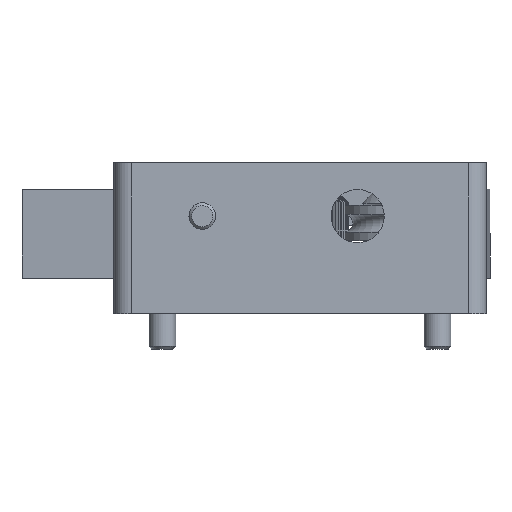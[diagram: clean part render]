
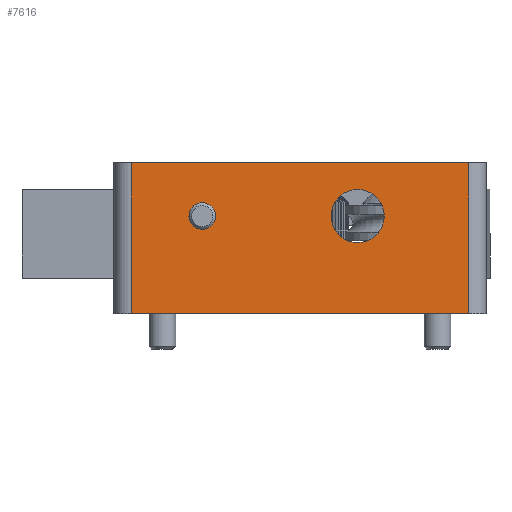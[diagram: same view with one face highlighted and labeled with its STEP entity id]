
A CAD part, front view. The second image highlights one B-rep face of the part: STEP entity #7616.
In plain terms, the highlighted planar face has unit normal (0, -1, 0).
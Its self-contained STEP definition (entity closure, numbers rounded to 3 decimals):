
#479=LINE('',#11940,#914);
#486=LINE('',#11969,#921);
#487=LINE('',#11972,#922);
#488=LINE('',#11973,#923);
#914=VECTOR('',#9407,10.);
#921=VECTOR('',#9436,10.);
#922=VECTOR('',#9439,10.);
#923=VECTOR('',#9440,10.);
#1344=PLANE('',#8347);
#1557=FACE_BOUND('',#2157,.T.);
#1558=FACE_BOUND('',#2158,.T.);
#1660=FACE_OUTER_BOUND('',#2156,.T.);
#2156=EDGE_LOOP('',(#5216,#5217,#5218,#5219));
#2157=EDGE_LOOP('',(#5220));
#2158=EDGE_LOOP('',(#5221));
#2747=CIRCLE('',#8348,3.);
#2748=CIRCLE('',#8349,1.5);
#3266=VERTEX_POINT('',#11937);
#3267=VERTEX_POINT('',#11939);
#3278=VERTEX_POINT('',#11967);
#3279=VERTEX_POINT('',#11971);
#3280=VERTEX_POINT('',#11974);
#3281=VERTEX_POINT('',#11976);
#4029=EDGE_CURVE('',#3267,#3266,#479,.T.);
#4044=EDGE_CURVE('',#3278,#3266,#486,.T.);
#4045=EDGE_CURVE('',#3279,#3278,#487,.T.);
#4046=EDGE_CURVE('',#3267,#3279,#488,.T.);
#4047=EDGE_CURVE('',#3280,#3280,#2747,.T.);
#4048=EDGE_CURVE('',#3281,#3281,#2748,.T.);
#5216=ORIENTED_EDGE('',*,*,#4044,.F.);
#5217=ORIENTED_EDGE('',*,*,#4045,.F.);
#5218=ORIENTED_EDGE('',*,*,#4046,.F.);
#5219=ORIENTED_EDGE('',*,*,#4029,.T.);
#5220=ORIENTED_EDGE('',*,*,#4047,.T.);
#5221=ORIENTED_EDGE('',*,*,#4048,.T.);
#7616=ADVANCED_FACE('',(#1660,#1557,#1558),#1344,.T.);
#8347=AXIS2_PLACEMENT_3D('',#11970,#9437,#9438);
#8348=AXIS2_PLACEMENT_3D('',#11975,#9441,#9442);
#8349=AXIS2_PLACEMENT_3D('',#11977,#9443,#9444);
#9407=DIRECTION('',(1.,0.,0.));
#9436=DIRECTION('',(0.,0.,-1.));
#9437=DIRECTION('center_axis',(0.,-1.,0.));
#9438=DIRECTION('ref_axis',(1.,0.,0.));
#9439=DIRECTION('',(1.,0.,0.));
#9440=DIRECTION('',(0.,0.,1.));
#9441=DIRECTION('center_axis',(0.,1.,0.));
#9442=DIRECTION('ref_axis',(-1.,0.,0.));
#9443=DIRECTION('center_axis',(0.,1.,0.));
#9444=DIRECTION('ref_axis',(-1.,0.,0.));
#11937=CARTESIAN_POINT('',(40.,0.,0.));
#11939=CARTESIAN_POINT('',(2.,0.,0.));
#11940=CARTESIAN_POINT('',(0.,0.,0.));
#11967=CARTESIAN_POINT('',(40.,0.,17.));
#11969=CARTESIAN_POINT('',(40.,0.,0.));
#11970=CARTESIAN_POINT('Origin',(0.,0.,0.));
#11971=CARTESIAN_POINT('',(2.,0.,17.));
#11972=CARTESIAN_POINT('',(0.,0.,17.));
#11973=CARTESIAN_POINT('',(2.,0.,0.));
#11974=CARTESIAN_POINT('',(30.5,0.,11.));
#11975=CARTESIAN_POINT('Origin',(27.5,0.,11.));
#11976=CARTESIAN_POINT('',(11.5,0.,11.));
#11977=CARTESIAN_POINT('Origin',(10.,0.,11.));
